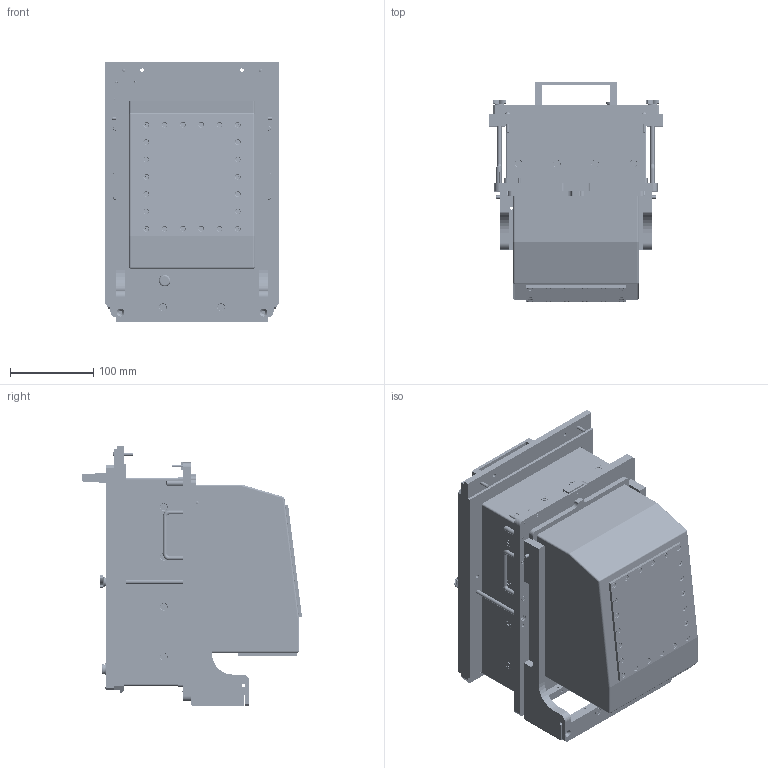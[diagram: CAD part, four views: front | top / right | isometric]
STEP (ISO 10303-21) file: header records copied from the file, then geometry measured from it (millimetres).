
FILE_DESCRIPTION (( 'STEP AP214' ), '1' );
FILE_NAME ('54111~4.STEP', '2019-09-19T12:34:49', ( '' ), ( '' ), 'SwSTEP 2.0', 'SolidWorks 2018', '' );
FILE_SCHEMA (( 'AUTOMOTIVE_DESIGN' ));
Length unit declared in the file: millimetre
Products named in the file (67): 51363~4_S; 44401~0_S; DIN6325~n_04,0m6x016; 32893~1_S; 41245~3_S; 2200~1_S; DIN6325~n_06,0m6x030; 32884~1_S; 32894~1_S; 32890~4_KUNDE<Standard>; 51362~4; 32889~0_KUNDE<S>; 32880~0_S; 44186~0_S; 44402~3; 32883~1_S; 53731~0; ISO7380~n_M04,0x010; GKS-114-0015~-g-k-s_Hub = 08,0 <S>; 5015~0; DIN7991~n_M03,0x008 VA; 44408~2_S; DIN7991~n_M03,0x010 VA; DIN6325~n_02,0m6x016; DIN912~n_M03,0x012; DIN7991~n_M03,0x006; ISO7380~n_M04,0x012; 41369~1_S; KS-113-Master~-k-s_KS-113 23; 1598~0; 37785~0_M 5 x85; 44400~2_S; 48865~2; 32877~1; 3917~3_M 3 A; 4823~0; 41899~3_flexiebel <S>; 2229~6; 32874~6_KUNDE<Standard>; DIN6325~n_03,0m6x016 ...
Assembly tree (173 placements, depth 5):
  54111~4
    51361~3_KUNDE<Standard>
      48865~2
        44401~0_S
          44402~3
          41245~3_S
          DIN7991~n_M04,0x010 VA  x16
        44398~3_S
        44399~6
        44400~2_S
        44189~1_S  x4
        41369~1_S  x4
        1607~1
        ISO7380~n_M03,0x008  x2
        DIN912~n_M04,0x012  x12
        DIN7979~n_04,0m6x020M3  x2
        ISO7380~n_M04,0x016  x4
        DIN912~n_M04,0x016  x2
        DIN6325~n_02,0m6x016  x2
      48394~0_KUNDE<S>
      48213~0_S
      DIN7991~n_M03,0x006
      5015~0
    32890~4_KUNDE<Standard>
      32874~6_KUNDE<Standard>
      51362~4
      32889~0_KUNDE<S>
        32877~1
        32878~1_KUNDE<S>
        32879~0_S
        32880~0_S
        32881~0_S
        32882~1_S
        32883~1_S
        32884~1_S
        DIN7991~n_M03,0x008 VA  x40
        DIN7991~n_M03,0x006  x4
      32894~1_S
      32893~1_S
      51363~4_S
      35419~0  x4
      2196~6
      2229~6  x2
      43627~0_Hub 22,5mm<Standard>  x4
      32293~0_S
      2200~1_S
      1598~0  x2
      41899~3_flexiebel <S>
        KS-113-Master~-k-s_KS-113 23
        GKS-114-0015~-g-k-s_Hub = 08,0 <S>
        53731~0
        3917~3_M 3 A
      2528~0  x4
      DIN912~n_M04,0x012
      ISO7380~n_M04,0x012
      DIN7991~n_M03,0x010 VA  x5
      DIN6325~n_04,0m6x016  x2
      DIN6325~n_03,0m6x024
      DIN6325~n_03,0m6x016
      DIN6325~n_06,0m6x030
Bounding box: 210 x 264.31 x 313 mm (x, y, z)
Volume: 2681382.8 mm3; surface area: 1223030.6 mm2
Topology: 178 solids, 178 shells, 6800 faces, 16750 edges, 10682 vertices
Faces by surface type: cylinder 3442, plane 2144, cone 1006, torus 134, sphere 64, bspline 10
Entity records: 129726 total; most frequent: CARTESIAN_POINT 22609, DIRECTION 21723, ORIENTED_EDGE 18982, EDGE_CURVE 9491, AXIS2_PLACEMENT_3D 8321, VERTEX_POINT 6165, VECTOR 5081, LINE 5081
